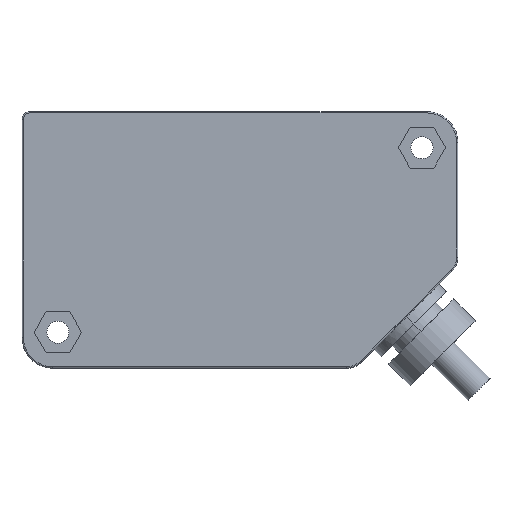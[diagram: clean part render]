
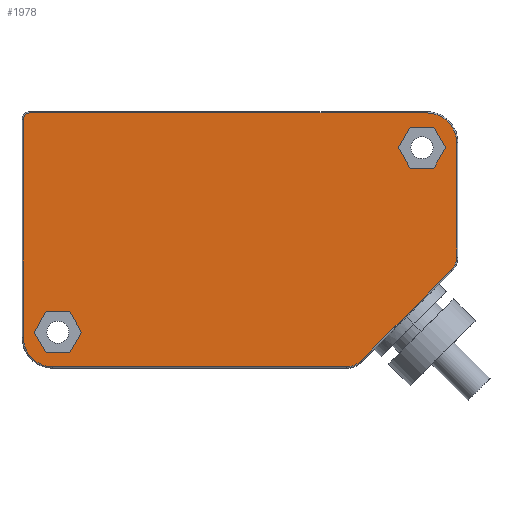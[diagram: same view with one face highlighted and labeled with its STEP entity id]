
A CAD part, top view. The second image highlights one B-rep face of the part: STEP entity #1978.
In plain terms, the highlighted planar face has unit normal (0, 0, 1).
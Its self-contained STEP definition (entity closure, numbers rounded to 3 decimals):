
#18=DIRECTION('',(-0.5,-0.866,0.));
#19=VECTOR('',#18,4.619);
#20=CARTESIAN_POINT('',(-37.809,-21.,9.75));
#21=LINE('',#20,#19);
#26=DIRECTION('',(0.5,-0.866,0.));
#27=VECTOR('',#26,4.619);
#28=CARTESIAN_POINT('',(-40.119,-25.,9.75));
#29=LINE('',#28,#27);
#33=DIRECTION('',(1.,0.,0.));
#34=VECTOR('',#33,4.619);
#35=CARTESIAN_POINT('',(-37.809,-29.,9.75));
#36=LINE('',#35,#34);
#40=DIRECTION('',(0.5,0.866,0.));
#41=VECTOR('',#40,4.619);
#42=CARTESIAN_POINT('',(-33.191,-29.,9.75));
#43=LINE('',#42,#41);
#47=DIRECTION('',(-0.5,0.866,0.));
#48=VECTOR('',#47,4.619);
#49=CARTESIAN_POINT('',(-30.881,-25.,9.75));
#50=LINE('',#49,#48);
#54=DIRECTION('',(-1.,0.,0.));
#55=VECTOR('',#54,4.619);
#56=CARTESIAN_POINT('',(-33.191,-21.,9.75));
#57=LINE('',#56,#55);
#61=DIRECTION('',(-0.5,-0.866,0.));
#62=VECTOR('',#61,4.619);
#63=CARTESIAN_POINT('',(33.191,15.,9.75));
#64=LINE('',#63,#62);
#68=DIRECTION('',(0.5,-0.866,0.));
#69=VECTOR('',#68,4.619);
#70=CARTESIAN_POINT('',(30.881,11.,9.75));
#71=LINE('',#70,#69);
#75=DIRECTION('',(1.,0.,0.));
#76=VECTOR('',#75,4.619);
#77=CARTESIAN_POINT('',(33.191,7.,9.75));
#78=LINE('',#77,#76);
#82=DIRECTION('',(0.5,0.866,0.));
#83=VECTOR('',#82,4.619);
#84=CARTESIAN_POINT('',(37.809,7.,9.75));
#85=LINE('',#84,#83);
#89=DIRECTION('',(-0.5,0.866,0.));
#90=VECTOR('',#89,4.619);
#91=CARTESIAN_POINT('',(40.119,11.,9.75));
#92=LINE('',#91,#90);
#96=DIRECTION('',(-1.,0.,0.));
#97=VECTOR('',#96,4.619);
#98=CARTESIAN_POINT('',(37.809,15.,9.75));
#99=LINE('',#98,#97);
#103=DIRECTION('',(1.,0.,0.));
#104=VECTOR('',#103,57.343);
#105=CARTESIAN_POINT('',(-36.5,-31.75,9.75));
#106=LINE('',#105,#104);
#110=CARTESIAN_POINT('',(-36.5,-26.,9.75));
#111=DIRECTION('',(0.,0.,1.));
#112=DIRECTION('',(-1.,0.,0.));
#113=AXIS2_PLACEMENT_3D('',#110,#111,#112);
#118=DIRECTION('',(0.,-1.,0.));
#119=VECTOR('',#118,42.5);
#120=CARTESIAN_POINT('',(-42.25,16.5,9.75));
#121=LINE('',#120,#119);
#125=CARTESIAN_POINT('',(-41.,16.5,9.75));
#126=DIRECTION('',(0.,0.,1.));
#127=DIRECTION('',(0.,1.,0.));
#128=AXIS2_PLACEMENT_3D('',#125,#126,#127);
#133=DIRECTION('',(-1.,0.,0.));
#134=VECTOR('',#133,77.5);
#135=CARTESIAN_POINT('',(36.5,17.75,9.75));
#136=LINE('',#135,#134);
#140=CARTESIAN_POINT('',(36.5,12.,9.75));
#141=DIRECTION('',(0.,0.,1.));
#142=DIRECTION('',(1.,0.,0.));
#143=AXIS2_PLACEMENT_3D('',#140,#141,#142);
#148=DIRECTION('',(0.,1.,0.));
#149=VECTOR('',#148,22.343);
#150=CARTESIAN_POINT('',(42.25,-10.343,9.75));
#151=LINE('',#150,#149);
#155=CARTESIAN_POINT('',(38.5,-10.343,9.75));
#156=DIRECTION('',(0.,0.,1.));
#157=DIRECTION('',(0.707,-0.707,0.));
#158=AXIS2_PLACEMENT_3D('',#155,#156,#157);
#163=DIRECTION('',(0.707,0.707,0.));
#164=VECTOR('',#163,9.527);
#165=CARTESIAN_POINT('',(34.415,-19.732,9.75));
#166=LINE('',#165,#164);
#170=DIRECTION('',(-0.707,-0.707,0.));
#171=VECTOR('',#170,5.916);
#172=CARTESIAN_POINT('',(34.415,-19.732,9.75));
#173=LINE('',#172,#171);
#177=DIRECTION('',(0.707,0.707,0.));
#178=VECTOR('',#177,9.527);
#179=CARTESIAN_POINT('',(23.495,-30.652,9.75));
#180=LINE('',#179,#178);
#184=CARTESIAN_POINT('',(20.843,-28.,9.75));
#185=DIRECTION('',(0.,0.,1.));
#186=DIRECTION('',(0.,-1.,0.));
#187=AXIS2_PLACEMENT_3D('',#184,#185,#186);
#1031=CARTESIAN_POINT('',(30.232,-23.915,9.75));
#1673=CARTESIAN_POINT('',(-37.809,-21.,9.75));
#1674=CARTESIAN_POINT('',(-40.119,-25.,9.75));
#1675=VERTEX_POINT('',#1673);
#1676=VERTEX_POINT('',#1674);
#1677=CARTESIAN_POINT('',(-37.809,-29.,9.75));
#1678=VERTEX_POINT('',#1677);
#1679=CARTESIAN_POINT('',(-33.191,-29.,9.75));
#1680=VERTEX_POINT('',#1679);
#1681=CARTESIAN_POINT('',(-30.881,-25.,9.75));
#1682=VERTEX_POINT('',#1681);
#1683=CARTESIAN_POINT('',(-33.191,-21.,9.75));
#1684=VERTEX_POINT('',#1683);
#1721=CARTESIAN_POINT('',(-36.5,-31.75,9.75));
#1722=CARTESIAN_POINT('',(20.843,-31.75,9.75));
#1723=VERTEX_POINT('',#1721);
#1724=VERTEX_POINT('',#1722);
#1725=CARTESIAN_POINT('',(-42.25,-26.,9.75));
#1726=VERTEX_POINT('',#1725);
#1729=CARTESIAN_POINT('',(-42.25,16.5,9.75));
#1730=VERTEX_POINT('',#1729);
#1733=CARTESIAN_POINT('',(-41.,17.75,9.75));
#1734=VERTEX_POINT('',#1733);
#1737=CARTESIAN_POINT('',(36.5,17.75,9.75));
#1738=VERTEX_POINT('',#1737);
#1741=CARTESIAN_POINT('',(42.25,12.,9.75));
#1742=VERTEX_POINT('',#1741);
#1745=CARTESIAN_POINT('',(42.25,-10.343,9.75));
#1746=VERTEX_POINT('',#1745);
#1749=VERTEX_POINT('',#1031);
#1775=CARTESIAN_POINT('',(23.495,-30.652,9.75));
#1776=VERTEX_POINT('',#1775);
#1779=CARTESIAN_POINT('',(34.415,-19.732,9.75));
#1780=CARTESIAN_POINT('',(41.152,-12.995,9.75));
#1781=VERTEX_POINT('',#1779);
#1782=VERTEX_POINT('',#1780);
#1807=CARTESIAN_POINT('',(33.191,15.,9.75));
#1808=CARTESIAN_POINT('',(30.881,11.,9.75));
#1809=VERTEX_POINT('',#1807);
#1810=VERTEX_POINT('',#1808);
#1811=CARTESIAN_POINT('',(33.191,7.,9.75));
#1812=VERTEX_POINT('',#1811);
#1813=CARTESIAN_POINT('',(37.809,7.,9.75));
#1814=VERTEX_POINT('',#1813);
#1815=CARTESIAN_POINT('',(40.119,11.,9.75));
#1816=VERTEX_POINT('',#1815);
#1817=CARTESIAN_POINT('',(37.809,15.,9.75));
#1818=VERTEX_POINT('',#1817);
#1919=CARTESIAN_POINT('',(0.,0.,9.75));
#1920=DIRECTION('',(0.,0.,1.));
#1921=DIRECTION('',(1.,0.,0.));
#1922=AXIS2_PLACEMENT_3D('',#1919,#1920,#1921);
#1923=PLANE('',#1922);
#1925=ORIENTED_EDGE('',*,*,#1924,.F.);
#1927=ORIENTED_EDGE('',*,*,#1926,.F.);
#1929=ORIENTED_EDGE('',*,*,#1928,.F.);
#1931=ORIENTED_EDGE('',*,*,#1930,.F.);
#1933=ORIENTED_EDGE('',*,*,#1932,.F.);
#1935=ORIENTED_EDGE('',*,*,#1934,.F.);
#1937=ORIENTED_EDGE('',*,*,#1936,.F.);
#1939=ORIENTED_EDGE('',*,*,#1938,.F.);
#1941=ORIENTED_EDGE('',*,*,#1940,.F.);
#1943=ORIENTED_EDGE('',*,*,#1942,.T.);
#1945=ORIENTED_EDGE('',*,*,#1944,.F.);
#1947=ORIENTED_EDGE('',*,*,#1946,.F.);
#1948=EDGE_LOOP('',(#1925,#1927,#1929,#1931,#1933,#1935,#1937,#1939,#1941,#1943,
#1945,#1947));
#1949=FACE_OUTER_BOUND('',#1948,.F.);
#1951=ORIENTED_EDGE('',*,*,#1950,.T.);
#1953=ORIENTED_EDGE('',*,*,#1952,.T.);
#1955=ORIENTED_EDGE('',*,*,#1954,.T.);
#1957=ORIENTED_EDGE('',*,*,#1956,.T.);
#1959=ORIENTED_EDGE('',*,*,#1958,.T.);
#1961=ORIENTED_EDGE('',*,*,#1960,.T.);
#1962=EDGE_LOOP('',(#1951,#1953,#1955,#1957,#1959,#1961));
#1963=FACE_BOUND('',#1962,.F.);
#1965=ORIENTED_EDGE('',*,*,#1964,.T.);
#1967=ORIENTED_EDGE('',*,*,#1966,.T.);
#1969=ORIENTED_EDGE('',*,*,#1968,.T.);
#1971=ORIENTED_EDGE('',*,*,#1970,.T.);
#1973=ORIENTED_EDGE('',*,*,#1972,.T.);
#1975=ORIENTED_EDGE('',*,*,#1974,.T.);
#1976=EDGE_LOOP('',(#1965,#1967,#1969,#1971,#1973,#1975));
#1977=FACE_BOUND('',#1976,.F.);
#1978=ADVANCED_FACE('',(#1949,#1963,#1977),#1923,.T.);
#114=CIRCLE('',#113,5.75);
#129=CIRCLE('',#128,1.25);
#144=CIRCLE('',#143,5.75);
#159=CIRCLE('',#158,3.75);
#188=CIRCLE('',#187,3.75);
#1924=EDGE_CURVE('',#1723,#1724,#106,.T.);
#1926=EDGE_CURVE('',#1726,#1723,#114,.T.);
#1928=EDGE_CURVE('',#1730,#1726,#121,.T.);
#1930=EDGE_CURVE('',#1734,#1730,#129,.T.);
#1932=EDGE_CURVE('',#1738,#1734,#136,.T.);
#1934=EDGE_CURVE('',#1742,#1738,#144,.T.);
#1936=EDGE_CURVE('',#1746,#1742,#151,.T.);
#1938=EDGE_CURVE('',#1782,#1746,#159,.T.);
#1940=EDGE_CURVE('',#1781,#1782,#166,.T.);
#1942=EDGE_CURVE('',#1781,#1749,#173,.T.);
#1944=EDGE_CURVE('',#1776,#1749,#180,.T.);
#1946=EDGE_CURVE('',#1724,#1776,#188,.T.);
#1950=EDGE_CURVE('',#1675,#1676,#21,.T.);
#1952=EDGE_CURVE('',#1676,#1678,#29,.T.);
#1954=EDGE_CURVE('',#1678,#1680,#36,.T.);
#1956=EDGE_CURVE('',#1680,#1682,#43,.T.);
#1958=EDGE_CURVE('',#1682,#1684,#50,.T.);
#1960=EDGE_CURVE('',#1684,#1675,#57,.T.);
#1964=EDGE_CURVE('',#1809,#1810,#64,.T.);
#1966=EDGE_CURVE('',#1810,#1812,#71,.T.);
#1968=EDGE_CURVE('',#1812,#1814,#78,.T.);
#1970=EDGE_CURVE('',#1814,#1816,#85,.T.);
#1972=EDGE_CURVE('',#1816,#1818,#92,.T.);
#1974=EDGE_CURVE('',#1818,#1809,#99,.T.);
